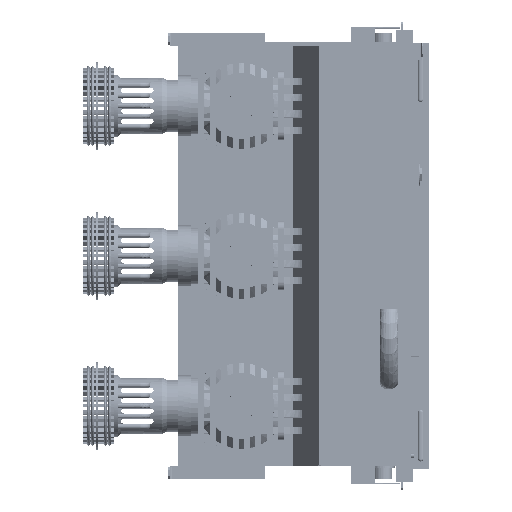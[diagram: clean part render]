
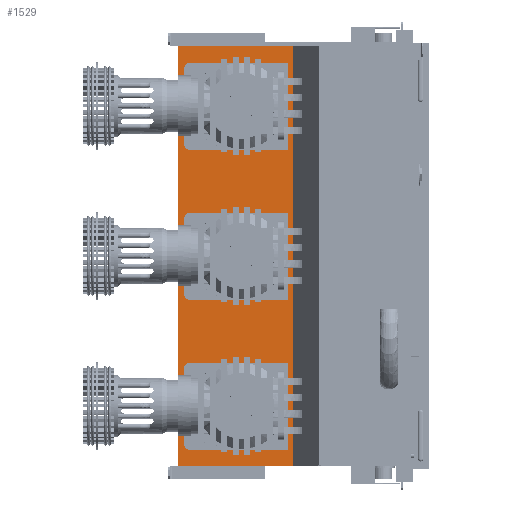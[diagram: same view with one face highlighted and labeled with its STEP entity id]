
A CAD part, top view. The second image highlights one B-rep face of the part: STEP entity #1529.
In plain terms, the highlighted planar face has unit normal (0, 0, 1).
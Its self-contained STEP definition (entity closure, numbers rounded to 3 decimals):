
#1529=ADVANCED_FACE('',(#36184,#36186,#36188,#36190),#36192,.T.);
#36184=FACE_BOUND('',#36185,.T.);
#36185=EDGE_LOOP('',(#73328,#73329,#73330,#73331));
#36186=FACE_BOUND('',#36187,.T.);
#36187=EDGE_LOOP('',(#73332));
#36188=FACE_BOUND('',#36189,.T.);
#36189=EDGE_LOOP('',(#73333));
#36190=FACE_BOUND('',#36191,.T.);
#36191=EDGE_LOOP('',(#73334));
#36192=PLANE('',#36193);
#36193=AXIS2_PLACEMENT_3D('',#36194,#36195,#36196);
#36194=CARTESIAN_POINT('',(-425.,-384.5,68.));
#36195=DIRECTION('',(0.,0.,1.));
#36196=DIRECTION('',(1.,0.,0.));
#73328=ORIENTED_EDGE('',*,*,#103429,.T.);
#73329=ORIENTED_EDGE('',*,*,#103516,.T.);
#73330=ORIENTED_EDGE('',*,*,#103445,.F.);
#73331=ORIENTED_EDGE('',*,*,#103517,.F.);
#73332=ORIENTED_EDGE('',*,*,#103518,.T.);
#73333=ORIENTED_EDGE('',*,*,#103519,.T.);
#73334=ORIENTED_EDGE('',*,*,#103520,.T.);
#103429=EDGE_CURVE('',#116584,#116582,#116585,.T.);
#103445=EDGE_CURVE('',#116612,#116614,#116615,.T.);
#103516=EDGE_CURVE('',#116582,#116614,#116745,.T.);
#103517=EDGE_CURVE('',#116584,#116612,#116746,.T.);
#103518=EDGE_CURVE('',#116747,#116747,#116748,.F.);
#103519=EDGE_CURVE('',#116749,#116749,#116750,.F.);
#103520=EDGE_CURVE('',#116751,#116751,#116752,.F.);
#116582=VERTEX_POINT('',#138639);
#116584=VERTEX_POINT('',#138643);
#116585=LINE('',#138644,#138645);
#116612=VERTEX_POINT('',#138701);
#116614=VERTEX_POINT('',#138705);
#116615=LINE('',#138706,#138707);
#116745=LINE('',#138978,#138979);
#116746=LINE('',#138981,#138982);
#116747=VERTEX_POINT('',#138984);
#116748=CIRCLE('',#138985,8.);
#116749=VERTEX_POINT('',#138989);
#116750=CIRCLE('',#138990,6.);
#116751=VERTEX_POINT('',#138994);
#116752=CIRCLE('',#138995,5.619);
#138639=CARTESIAN_POINT('',(-215.,-384.5,68.));
#138643=CARTESIAN_POINT('',(-425.,-384.5,68.));
#138644=CARTESIAN_POINT('',(-425.,-384.5,68.));
#138645=VECTOR('',#138646,1.);
#138646=DIRECTION('',(1.,0.,0.));
#138701=CARTESIAN_POINT('',(-425.,384.5,68.));
#138705=CARTESIAN_POINT('',(-215.,384.5,68.));
#138706=CARTESIAN_POINT('',(-425.,384.5,68.));
#138707=VECTOR('',#138708,1.);
#138708=DIRECTION('',(1.,0.,0.));
#138978=CARTESIAN_POINT('',(-215.,-384.5,68.));
#138979=VECTOR('',#138980,1.);
#138980=DIRECTION('',(0.,1.,0.));
#138981=CARTESIAN_POINT('',(-425.,-384.5,68.));
#138982=VECTOR('',#138983,1.);
#138983=DIRECTION('',(0.,1.,0.));
#138984=CARTESIAN_POINT('',(-317.,-275.5,68.));
#138985=AXIS2_PLACEMENT_3D('',#138986,#138987,#138988);
#138986=CARTESIAN_POINT('',(-309.,-275.5,68.));
#138987=DIRECTION('',(0.,0.,1.));
#138988=DIRECTION('',(-1.,0.,0.));
#138989=CARTESIAN_POINT('',(-315.,274.5,68.));
#138990=AXIS2_PLACEMENT_3D('',#138991,#138992,#138993);
#138991=CARTESIAN_POINT('',(-309.,274.5,68.));
#138992=DIRECTION('',(0.,0.,1.));
#138993=DIRECTION('',(-1.,0.,0.));
#138994=CARTESIAN_POINT('',(-314.619,-0.5,68.));
#138995=AXIS2_PLACEMENT_3D('',#138996,#138997,#138998);
#138996=CARTESIAN_POINT('',(-309.,-0.5,68.));
#138997=DIRECTION('',(0.,0.,1.));
#138998=DIRECTION('',(-1.,0.,0.));
